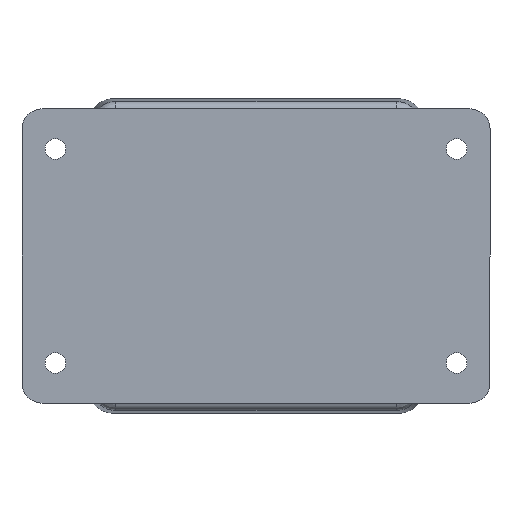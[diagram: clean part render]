
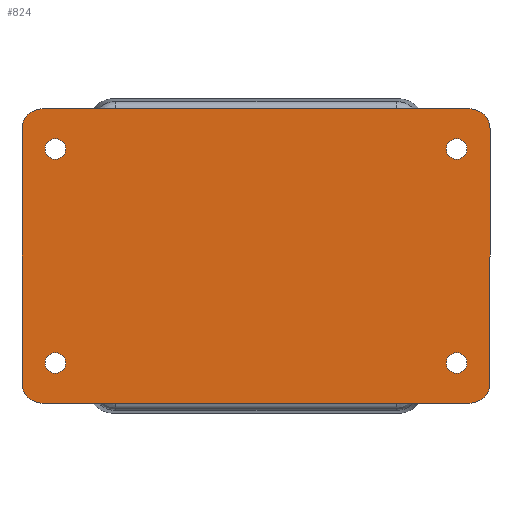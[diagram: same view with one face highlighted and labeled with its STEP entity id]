
A CAD part, front view. The second image highlights one B-rep face of the part: STEP entity #824.
In plain terms, the highlighted planar face has unit normal (0, -1, 0).
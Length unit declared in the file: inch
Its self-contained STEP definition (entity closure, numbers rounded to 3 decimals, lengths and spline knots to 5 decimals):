
#31 = EDGE_CURVE ( 'NONE', #3565, #3565, #9588, .T. ) ;
#310 = CARTESIAN_POINT ( 'NONE',  ( 2., -1.6648, 1.375 ) ) ;
#318 = FACE_BOUND ( 'NONE', #12651, .T. ) ;
#707 = DIRECTION ( 'NONE',  ( 0., -1., 0. ) ) ;
#824 = ADVANCED_FACE ( 'NONE', ( #318, #9826, #13411, #14269, #13830 ), #15455, .T. ) ;
#998 = LINE ( 'NONE', #14854, #6922 ) ;
#1301 = DIRECTION ( 'NONE',  ( 0., 0., -1. ) ) ;
#1310 = CARTESIAN_POINT ( 'NONE',  ( -2.187, -1.6648, -1.188 ) ) ;
#1362 = DIRECTION ( 'NONE',  ( 0., -1., 0. ) ) ;
#1486 = VERTEX_POINT ( 'NONE', #9057 ) ;
#1665 = VECTOR ( 'NONE', #10275, 39.37008 ) ;
#1749 = VERTEX_POINT ( 'NONE', #310 ) ;
#1763 = VERTEX_POINT ( 'NONE', #15132 ) ;
#1898 = CARTESIAN_POINT ( 'NONE',  ( -2., -1.6648, 1.375 ) ) ;
#1914 = DIRECTION ( 'NONE',  ( 0., 0., -1. ) ) ;
#2055 = CARTESIAN_POINT ( 'NONE',  ( -2.187, -1.6648, -1.188 ) ) ;
#2293 = LINE ( 'NONE', #2055, #9071 ) ;
#2634 = DIRECTION ( 'NONE',  ( 0., -1., 0. ) ) ;
#2909 = ORIENTED_EDGE ( 'NONE', *, *, #10851, .F. ) ;
#3119 = LINE ( 'NONE', #1898, #17076 ) ;
#3188 = EDGE_CURVE ( 'NONE', #12968, #1486, #5312, .T. ) ;
#3470 = DIRECTION ( 'NONE',  ( 0., 0., -1. ) ) ;
#3490 = CIRCLE ( 'NONE', #8397, 0.0965 ) ;
#3559 = AXIS2_PLACEMENT_3D ( 'NONE', #16803, #11391, #15638 ) ;
#3565 = VERTEX_POINT ( 'NONE', #11970 ) ;
#3756 = VERTEX_POINT ( 'NONE', #9352 ) ;
#3858 = CARTESIAN_POINT ( 'NONE',  ( -2., -1.6648, -1.188 ) ) ;
#3864 = ORIENTED_EDGE ( 'NONE', *, *, #12220, .T. ) ;
#3897 = CARTESIAN_POINT ( 'NONE',  ( -1.875, -1.6648, 1. ) ) ;
#3920 = DIRECTION ( 'NONE',  ( 0., 0., -1. ) ) ;
#4193 = VERTEX_POINT ( 'NONE', #5832 ) ;
#4373 = AXIS2_PLACEMENT_3D ( 'NONE', #3858, #13330, #3920 ) ;
#4483 = EDGE_CURVE ( 'NONE', #1763, #4193, #12695, .T. ) ;
#4560 = CIRCLE ( 'NONE', #15180, 0.187 ) ;
#4644 = ORIENTED_EDGE ( 'NONE', *, *, #4483, .T. ) ;
#4660 = CARTESIAN_POINT ( 'NONE',  ( -2.187, -1.6648, 1.188 ) ) ;
#4940 = CARTESIAN_POINT ( 'NONE',  ( -1.875, -1.6648, -1. ) ) ;
#4950 = VERTEX_POINT ( 'NONE', #4660 ) ;
#4975 = EDGE_CURVE ( 'NONE', #4950, #12968, #2293, .T. ) ;
#5312 = CIRCLE ( 'NONE', #4373, 0.187 ) ;
#5741 = CIRCLE ( 'NONE', #8138, 0.0965 ) ;
#5832 = CARTESIAN_POINT ( 'NONE',  ( 2.187, -1.6648, 1.188 ) ) ;
#6030 = EDGE_CURVE ( 'NONE', #1486, #13885, #998, .T. ) ;
#6282 = ORIENTED_EDGE ( 'NONE', *, *, #4975, .T. ) ;
#6438 = EDGE_CURVE ( 'NONE', #4193, #1749, #4560, .T. ) ;
#6520 = CARTESIAN_POINT ( 'NONE',  ( 2., -1.6648, -1.375 ) ) ;
#6714 = DIRECTION ( 'NONE',  ( 1., 0., 0. ) ) ;
#6769 = CIRCLE ( 'NONE', #13357, 0.187 ) ;
#6922 = VECTOR ( 'NONE', #6714, 39.37008 ) ;
#6924 = ORIENTED_EDGE ( 'NONE', *, *, #14326, .F. ) ;
#7131 = ORIENTED_EDGE ( 'NONE', *, *, #7461, .F. ) ;
#7461 = EDGE_CURVE ( 'NONE', #3756, #3756, #3490, .T. ) ;
#7546 = VERTEX_POINT ( 'NONE', #10421 ) ;
#7636 = DIRECTION ( 'NONE',  ( 0., 0., -1. ) ) ;
#7644 = ORIENTED_EDGE ( 'NONE', *, *, #3188, .T. ) ;
#8041 = DIRECTION ( 'NONE',  ( 0., 0., -1. ) ) ;
#8138 = AXIS2_PLACEMENT_3D ( 'NONE', #4940, #14170, #3470 ) ;
#8397 = AXIS2_PLACEMENT_3D ( 'NONE', #13311, #10596, #9282 ) ;
#8482 = ORIENTED_EDGE ( 'NONE', *, *, #6438, .T. ) ;
#8550 = EDGE_LOOP ( 'NONE', ( #6924 ) ) ;
#8943 = ORIENTED_EDGE ( 'NONE', *, *, #13638, .T. ) ;
#9057 = CARTESIAN_POINT ( 'NONE',  ( -2., -1.6648, -1.375 ) ) ;
#9071 = VECTOR ( 'NONE', #10050, 39.37008 ) ;
#9275 = EDGE_CURVE ( 'NONE', #7546, #4950, #10391, .T. ) ;
#9282 = DIRECTION ( 'NONE',  ( 0., 0., -1. ) ) ;
#9330 = EDGE_LOOP ( 'NONE', ( #7131 ) ) ;
#9335 = AXIS2_PLACEMENT_3D ( 'NONE', #17215, #2634, #8041 ) ;
#9352 = CARTESIAN_POINT ( 'NONE',  ( 1.875, -1.6648, 0.9035 ) ) ;
#9470 = CARTESIAN_POINT ( 'NONE',  ( -1.875, -1.6648, -1.0965 ) ) ;
#9588 = CIRCLE ( 'NONE', #10927, 0.0965 ) ;
#9826 = FACE_BOUND ( 'NONE', #12021, .T. ) ;
#10050 = DIRECTION ( 'NONE',  ( 0., 0., -1. ) ) ;
#10275 = DIRECTION ( 'NONE',  ( 0., 0., 1. ) ) ;
#10391 = CIRCLE ( 'NONE', #9335, 0.187 ) ;
#10421 = CARTESIAN_POINT ( 'NONE',  ( -2., -1.6648, 1.375 ) ) ;
#10433 = AXIS2_PLACEMENT_3D ( 'NONE', #16893, #707, #7636 ) ;
#10515 = EDGE_LOOP ( 'NONE', ( #7644, #14582, #3864, #4644, #8482, #8943, #14930, #6282 ) ) ;
#10596 = DIRECTION ( 'NONE',  ( 0., -1., 0. ) ) ;
#10758 = VERTEX_POINT ( 'NONE', #9470 ) ;
#10851 = EDGE_CURVE ( 'NONE', #10758, #10758, #5741, .T. ) ;
#10927 = AXIS2_PLACEMENT_3D ( 'NONE', #3897, #1362, #1301 ) ;
#10945 = CARTESIAN_POINT ( 'NONE',  ( 1.875, -1.6648, -1.0965 ) ) ;
#11391 = DIRECTION ( 'NONE',  ( 0., -1., 0. ) ) ;
#11550 = DIRECTION ( 'NONE',  ( 0., 0., -1. ) ) ;
#11970 = CARTESIAN_POINT ( 'NONE',  ( -1.875, -1.6648, 0.9035 ) ) ;
#12021 = EDGE_LOOP ( 'NONE', ( #15939 ) ) ;
#12220 = EDGE_CURVE ( 'NONE', #13885, #1763, #6769, .T. ) ;
#12246 = CIRCLE ( 'NONE', #10433, 0.0965 ) ;
#12621 = DIRECTION ( 'NONE',  ( -1., 0., 0. ) ) ;
#12651 = EDGE_LOOP ( 'NONE', ( #2909 ) ) ;
#12695 = LINE ( 'NONE', #12981, #1665 ) ;
#12968 = VERTEX_POINT ( 'NONE', #1310 ) ;
#12981 = CARTESIAN_POINT ( 'NONE',  ( 2.187, -1.6648, -1.188 ) ) ;
#13311 = CARTESIAN_POINT ( 'NONE',  ( 1.875, -1.6648, 1. ) ) ;
#13330 = DIRECTION ( 'NONE',  ( 0., -1., 0. ) ) ;
#13357 = AXIS2_PLACEMENT_3D ( 'NONE', #14098, #15589, #1914 ) ;
#13411 = FACE_OUTER_BOUND ( 'NONE', #10515, .T. ) ;
#13638 = EDGE_CURVE ( 'NONE', #1749, #7546, #3119, .T. ) ;
#13830 = FACE_BOUND ( 'NONE', #8550, .T. ) ;
#13885 = VERTEX_POINT ( 'NONE', #6520 ) ;
#14098 = CARTESIAN_POINT ( 'NONE',  ( 2., -1.6648, -1.188 ) ) ;
#14124 = CARTESIAN_POINT ( 'NONE',  ( 2., -1.6648, 1.188 ) ) ;
#14170 = DIRECTION ( 'NONE',  ( 0., -1., 0. ) ) ;
#14269 = FACE_BOUND ( 'NONE', #9330, .T. ) ;
#14326 = EDGE_CURVE ( 'NONE', #15182, #15182, #12246, .T. ) ;
#14582 = ORIENTED_EDGE ( 'NONE', *, *, #6030, .T. ) ;
#14854 = CARTESIAN_POINT ( 'NONE',  ( -2., -1.6648, -1.375 ) ) ;
#14930 = ORIENTED_EDGE ( 'NONE', *, *, #9275, .T. ) ;
#15132 = CARTESIAN_POINT ( 'NONE',  ( 2.187, -1.6648, -1.188 ) ) ;
#15180 = AXIS2_PLACEMENT_3D ( 'NONE', #14124, #15733, #11550 ) ;
#15182 = VERTEX_POINT ( 'NONE', #10945 ) ;
#15455 = PLANE ( 'NONE',  #3559 ) ;
#15589 = DIRECTION ( 'NONE',  ( 0., -1., 0. ) ) ;
#15638 = DIRECTION ( 'NONE',  ( 0., 0., -1. ) ) ;
#15733 = DIRECTION ( 'NONE',  ( 0., -1., 0. ) ) ;
#15939 = ORIENTED_EDGE ( 'NONE', *, *, #31, .F. ) ;
#16803 = CARTESIAN_POINT ( 'NONE',  ( -2., -1.6648, -1.188 ) ) ;
#16893 = CARTESIAN_POINT ( 'NONE',  ( 1.875, -1.6648, -1. ) ) ;
#17076 = VECTOR ( 'NONE', #12621, 39.37008 ) ;
#17215 = CARTESIAN_POINT ( 'NONE',  ( -2., -1.6648, 1.188 ) ) ;
